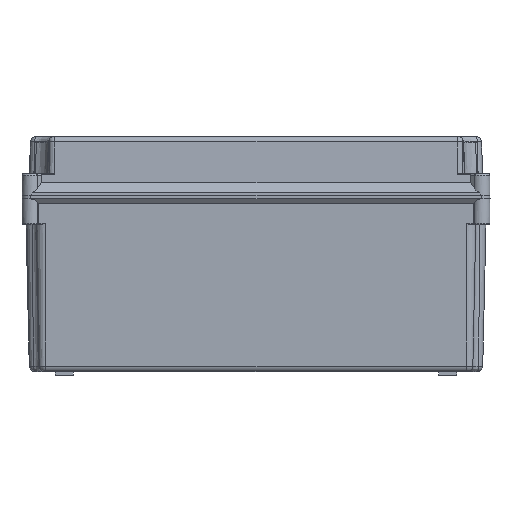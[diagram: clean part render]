
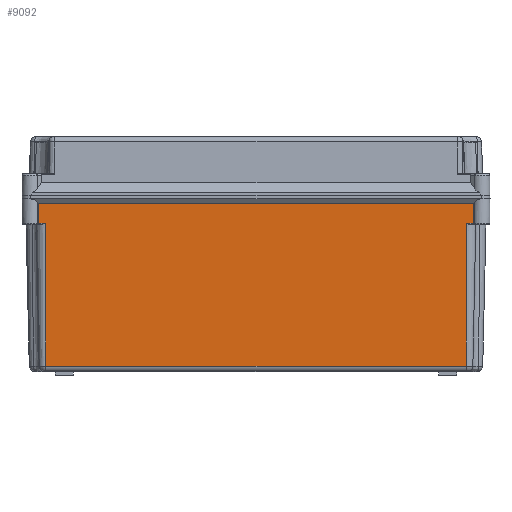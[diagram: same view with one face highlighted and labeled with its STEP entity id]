
A CAD part, left-side view. The second image highlights one B-rep face of the part: STEP entity #9092.
In plain terms, the highlighted planar face has unit normal (-1, 0, -0.023).
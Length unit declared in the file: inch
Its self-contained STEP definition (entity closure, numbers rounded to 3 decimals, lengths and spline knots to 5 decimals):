
#95 = CARTESIAN_POINT ( 'NONE',  ( -11.66892, 7.6802, 5.23174 ) ) ;
#201 = VERTEX_POINT ( 'NONE', #6515 ) ;
#303 = EDGE_CURVE ( 'NONE', #7232, #16255, #921, .T. ) ;
#363 = CARTESIAN_POINT ( 'NONE',  ( -11.66893, 7.68021, 5.23204 ) ) ;
#762 = CARTESIAN_POINT ( 'NONE',  ( -11.66893, -7.68021, 5.23234 ) ) ;
#921 = LINE ( 'NONE', #1097, #20802 ) ;
#1097 = CARTESIAN_POINT ( 'NONE',  ( -11.68502, 7.43699, 5.941 ) ) ;
#1675 = EDGE_CURVE ( 'NONE', #201, #7232, #2336, .T. ) ;
#2031 = VECTOR ( 'NONE', #10785, 39.37008 ) ;
#2177 = LINE ( 'NONE', #18366, #23628 ) ;
#2336 = LINE ( 'NONE', #762, #2031 ) ;
#2651 = LINE ( 'NONE', #21104, #7862 ) ;
#2765 = LINE ( 'NONE', #10525, #9812 ) ;
#2863 = ORIENTED_EDGE ( 'NONE', *, *, #24616, .T. ) ;
#2923 = EDGE_CURVE ( 'NONE', #22660, #18929, #2651, .T. ) ;
#3036 = VECTOR ( 'NONE', #15394, 39.37008 ) ;
#3323 = ORIENTED_EDGE ( 'NONE', *, *, #15036, .F. ) ;
#3447 = ORIENTED_EDGE ( 'NONE', *, *, #7248, .F. ) ;
#3799 = CARTESIAN_POINT ( 'NONE',  ( -11.66892, -7.6802, 5.23174 ) ) ;
#4954 = LINE ( 'NONE', #21323, #10437 ) ;
#5018 = DIRECTION ( 'NONE',  ( 0., 1., 0. ) ) ;
#5175 = ORIENTED_EDGE ( 'NONE', *, *, #7776, .T. ) ;
#5288 = VERTEX_POINT ( 'NONE', #8005 ) ;
#5294 = AXIS2_PLACEMENT_3D ( 'NONE', #12276, #24186, #8357 ) ;
#5356 = CARTESIAN_POINT ( 'NONE',  ( -11.68502, 7.69629, 5.941 ) ) ;
#6515 = CARTESIAN_POINT ( 'NONE',  ( -11.66893, -7.68021, 5.23234 ) ) ;
#7141 = ORIENTED_EDGE ( 'NONE', *, *, #2923, .T. ) ;
#7232 = VERTEX_POINT ( 'NONE', #17443 ) ;
#7248 = EDGE_CURVE ( 'NONE', #17120, #12923, #4954, .T. ) ;
#7776 = EDGE_CURVE ( 'NONE', #5288, #12923, #11009, .T. ) ;
#7862 = VECTOR ( 'NONE', #9358, 39.37008 ) ;
#8005 = CARTESIAN_POINT ( 'NONE',  ( -11.66891, 7.43699, 5.23145 ) ) ;
#8245 = EDGE_CURVE ( 'NONE', #16255, #9687, #2765, .T. ) ;
#8357 = DIRECTION ( 'NONE',  ( -0.023, 0., 1. ) ) ;
#8818 =( BOUNDED_CURVE ( )  B_SPLINE_CURVE ( 3, ( #17871, #95, #363, #23683 ),
 .UNSPECIFIED., .F., .T. ) 
 B_SPLINE_CURVE_WITH_KNOTS ( ( 4, 4 ),
 ( 0.00939, 0.03208 ),
 .UNSPECIFIED. ) 
 CURVE ( )  GEOMETRIC_REPRESENTATION_ITEM ( )  RATIONAL_B_SPLINE_CURVE ( ( 1., 1., 1., 1. ) ) 
 REPRESENTATION_ITEM ( '' )  );
#9092 = ADVANCED_FACE ( 'NONE', ( #20813 ), #10553, .T. ) ;
#9358 = DIRECTION ( 'NONE',  ( 0., -1., 0. ) ) ;
#9687 = VERTEX_POINT ( 'NONE', #12577 ) ;
#9703 = CARTESIAN_POINT ( 'NONE',  ( -11.66893, -7.68021, 5.23204 ) ) ;
#9722 = CARTESIAN_POINT ( 'NONE',  ( -11.68502, 7.43699, 5.941 ) ) ;
#9812 = VECTOR ( 'NONE', #10435, 39.37008 ) ;
#9885 = ORIENTED_EDGE ( 'NONE', *, *, #303, .T. ) ;
#10093 = ORIENTED_EDGE ( 'NONE', *, *, #16076, .F. ) ;
#10435 = DIRECTION ( 'NONE',  ( 0.023, -0.023, -0.999 ) ) ;
#10437 = VECTOR ( 'NONE', #23286, 39.37008 ) ;
#10525 = CARTESIAN_POINT ( 'NONE',  ( -11.68502, 7.69629, 5.941 ) ) ;
#10553 = PLANE ( 'NONE',  #5294 ) ;
#10630 = CARTESIAN_POINT ( 'NONE',  ( -11.66891, -7.68021, 5.23145 ) ) ;
#10676 =( BOUNDED_CURVE ( )  B_SPLINE_CURVE ( 3, ( #19399, #9703, #3799, #11734 ),
 .UNSPECIFIED., .F., .T. ) 
 B_SPLINE_CURVE_WITH_KNOTS ( ( 4, 4 ),
 ( 3.10951, 3.1322 ),
 .UNSPECIFIED. ) 
 CURVE ( )  GEOMETRIC_REPRESENTATION_ITEM ( )  RATIONAL_B_SPLINE_CURVE ( ( 1., 1., 1., 1. ) ) 
 REPRESENTATION_ITEM ( '' )  );
#10785 = DIRECTION ( 'NONE',  ( -0.023, -0.023, 0.999 ) ) ;
#11009 = LINE ( 'NONE', #9722, #15316 ) ;
#11342 = VERTEX_POINT ( 'NONE', #20176 ) ;
#11734 = CARTESIAN_POINT ( 'NONE',  ( -11.66891, -7.68021, 5.23145 ) ) ;
#12276 = CARTESIAN_POINT ( 'NONE',  ( -11.68502, 7.43699, 5.941 ) ) ;
#12414 = CARTESIAN_POINT ( 'NONE',  ( -11.66891, -7.43699, 5.23145 ) ) ;
#12577 = CARTESIAN_POINT ( 'NONE',  ( -11.66893, 7.68021, 5.23234 ) ) ;
#12923 = VERTEX_POINT ( 'NONE', #13911 ) ;
#13430 = EDGE_CURVE ( 'NONE', #11342, #5288, #2177, .T. ) ;
#13911 = CARTESIAN_POINT ( 'NONE',  ( -11.55456, 7.43699, 0.19238 ) ) ;
#14318 = DIRECTION ( 'NONE',  ( 0.023, 0., -1. ) ) ;
#15020 = CARTESIAN_POINT ( 'NONE',  ( -11.55456, -7.43699, 0.19238 ) ) ;
#15036 = EDGE_CURVE ( 'NONE', #201, #18929, #10676, .T. ) ;
#15316 = VECTOR ( 'NONE', #14318, 39.37008 ) ;
#15394 = DIRECTION ( 'NONE',  ( -0.023, 0., 1. ) ) ;
#16076 = EDGE_CURVE ( 'NONE', #11342, #9687, #8818, .T. ) ;
#16255 = VERTEX_POINT ( 'NONE', #5356 ) ;
#17120 = VERTEX_POINT ( 'NONE', #15020 ) ;
#17443 = CARTESIAN_POINT ( 'NONE',  ( -11.68502, -7.69629, 5.941 ) ) ;
#17871 = CARTESIAN_POINT ( 'NONE',  ( -11.66891, 7.68021, 5.23145 ) ) ;
#18366 = CARTESIAN_POINT ( 'NONE',  ( -11.66891, 7.43699, 5.23145 ) ) ;
#18929 = VERTEX_POINT ( 'NONE', #10630 ) ;
#19368 = CARTESIAN_POINT ( 'NONE',  ( -11.68502, -7.43699, 5.941 ) ) ;
#19399 = CARTESIAN_POINT ( 'NONE',  ( -11.66893, -7.68021, 5.23234 ) ) ;
#20176 = CARTESIAN_POINT ( 'NONE',  ( -11.66891, 7.68021, 5.23145 ) ) ;
#20367 = EDGE_LOOP ( 'NONE', ( #20901, #5175, #3447, #2863, #7141, #3323, #22611, #9885, #25247, #10093 ) ) ;
#20802 = VECTOR ( 'NONE', #5018, 39.37008 ) ;
#20813 = FACE_OUTER_BOUND ( 'NONE', #20367, .T. ) ;
#20901 = ORIENTED_EDGE ( 'NONE', *, *, #13430, .T. ) ;
#21104 = CARTESIAN_POINT ( 'NONE',  ( -11.66891, 7.43699, 5.23145 ) ) ;
#21323 = CARTESIAN_POINT ( 'NONE',  ( -11.55456, 3.7185, 0.19238 ) ) ;
#22458 = DIRECTION ( 'NONE',  ( 0., -1., 0. ) ) ;
#22611 = ORIENTED_EDGE ( 'NONE', *, *, #1675, .T. ) ;
#22660 = VERTEX_POINT ( 'NONE', #12414 ) ;
#23286 = DIRECTION ( 'NONE',  ( 0., 1., 0. ) ) ;
#23628 = VECTOR ( 'NONE', #22458, 39.37008 ) ;
#23683 = CARTESIAN_POINT ( 'NONE',  ( -11.66893, 7.68021, 5.23234 ) ) ;
#23870 = LINE ( 'NONE', #19368, #3036 ) ;
#24186 = DIRECTION ( 'NONE',  ( -1., 0., -0.023 ) ) ;
#24616 = EDGE_CURVE ( 'NONE', #17120, #22660, #23870, .T. ) ;
#25247 = ORIENTED_EDGE ( 'NONE', *, *, #8245, .T. ) ;
